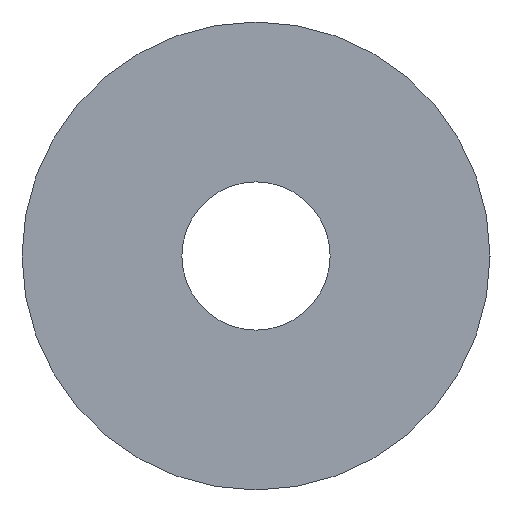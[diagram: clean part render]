
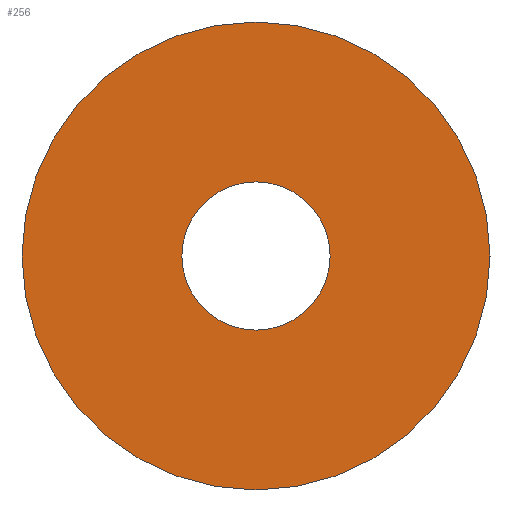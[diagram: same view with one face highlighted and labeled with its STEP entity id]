
A CAD part, front view. The second image highlights one B-rep face of the part: STEP entity #256.
In plain terms, the highlighted planar face has unit normal (0, -1, 0).
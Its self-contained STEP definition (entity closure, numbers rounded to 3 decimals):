
#16 = DIRECTION ( 'NONE',  ( 0., 0., 1. ) ) ;
#17 = DIRECTION ( 'NONE',  ( 0., 0., 1. ) ) ;
#20 = CARTESIAN_POINT ( 'NONE',  ( 0., 0., 0. ) ) ;
#35 = CIRCLE ( 'NONE', #527, 3.325 ) ;
#59 = ORIENTED_EDGE ( 'NONE', *, *, #492, .T. ) ;
#95 = CARTESIAN_POINT ( 'NONE',  ( 0., 0., -3.325 ) ) ;
#105 = EDGE_CURVE ( 'NONE', #830, #550, #35, .T. ) ;
#150 = VERTEX_POINT ( 'NONE', #814 ) ;
#177 = CIRCLE ( 'NONE', #701, 10.5 ) ;
#180 = PLANE ( 'NONE',  #751 ) ;
#182 = ORIENTED_EDGE ( 'NONE', *, *, #828, .T. ) ;
#183 = EDGE_LOOP ( 'NONE', ( #379, #182 ) ) ;
#228 = DIRECTION ( 'NONE',  ( 0., 0., 1. ) ) ;
#253 = CARTESIAN_POINT ( 'NONE',  ( 0., 0., 5.25 ) ) ;
#256 = ADVANCED_FACE ( 'NONE', ( #353, #519 ), #180, .T. ) ;
#285 = EDGE_LOOP ( 'NONE', ( #486, #59 ) ) ;
#287 = CARTESIAN_POINT ( 'NONE',  ( 0., 0., 0. ) ) ;
#289 = DIRECTION ( 'NONE',  ( 0., 1., 0. ) ) ;
#343 = VERTEX_POINT ( 'NONE', #508 ) ;
#347 = AXIS2_PLACEMENT_3D ( 'NONE', #287, #669, #17 ) ;
#350 = CARTESIAN_POINT ( 'NONE',  ( 0., 0., 0. ) ) ;
#353 = FACE_BOUND ( 'NONE', #183, .T. ) ;
#379 = ORIENTED_EDGE ( 'NONE', *, *, #105, .T. ) ;
#446 = CIRCLE ( 'NONE', #347, 10.5 ) ;
#475 = DIRECTION ( 'NONE',  ( 0., -1., 0. ) ) ;
#486 = ORIENTED_EDGE ( 'NONE', *, *, #850, .T. ) ;
#492 = EDGE_CURVE ( 'NONE', #150, #343, #446, .T. ) ;
#508 = CARTESIAN_POINT ( 'NONE',  ( 0., 0., 10.5 ) ) ;
#519 = FACE_OUTER_BOUND ( 'NONE', #285, .T. ) ;
#527 = AXIS2_PLACEMENT_3D ( 'NONE', #682, #605, #228 ) ;
#535 = DIRECTION ( 'NONE',  ( 0., 0., 1. ) ) ;
#550 = VERTEX_POINT ( 'NONE', #95 ) ;
#559 = CIRCLE ( 'NONE', #740, 3.325 ) ;
#605 = DIRECTION ( 'NONE',  ( 0., 1., 0. ) ) ;
#669 = DIRECTION ( 'NONE',  ( 0., -1., 0. ) ) ;
#682 = CARTESIAN_POINT ( 'NONE',  ( 0., 0., 0. ) ) ;
#699 = DIRECTION ( 'NONE',  ( 0., 0., -1. ) ) ;
#701 = AXIS2_PLACEMENT_3D ( 'NONE', #20, #475, #535 ) ;
#740 = AXIS2_PLACEMENT_3D ( 'NONE', #350, #289, #16 ) ;
#751 = AXIS2_PLACEMENT_3D ( 'NONE', #253, #837, #699 ) ;
#803 = CARTESIAN_POINT ( 'NONE',  ( 0., 0., 3.325 ) ) ;
#814 = CARTESIAN_POINT ( 'NONE',  ( 0., 0., -10.5 ) ) ;
#828 = EDGE_CURVE ( 'NONE', #550, #830, #559, .T. ) ;
#830 = VERTEX_POINT ( 'NONE', #803 ) ;
#837 = DIRECTION ( 'NONE',  ( 0., -1., 0. ) ) ;
#850 = EDGE_CURVE ( 'NONE', #343, #150, #177, .T. ) ;
